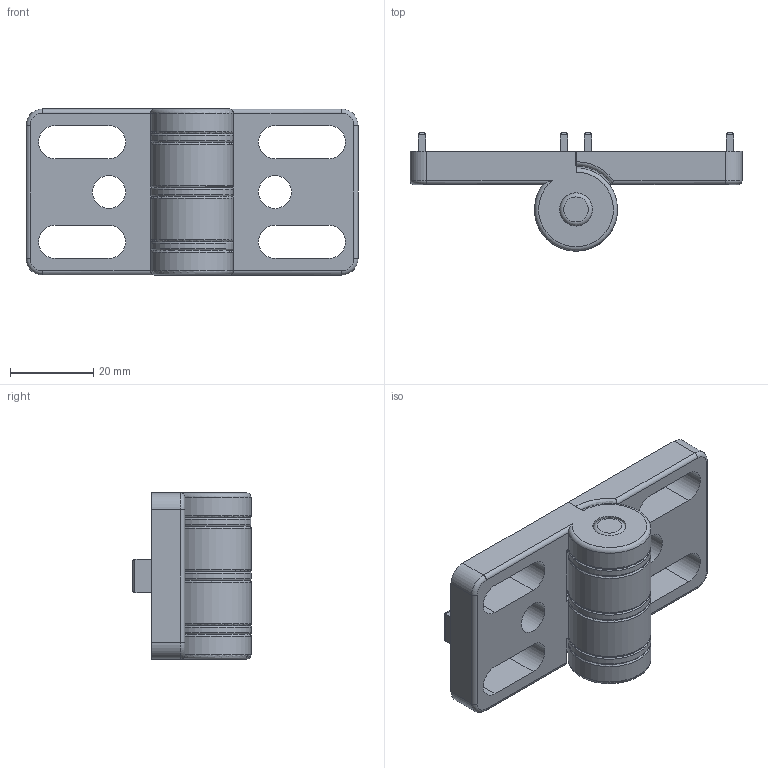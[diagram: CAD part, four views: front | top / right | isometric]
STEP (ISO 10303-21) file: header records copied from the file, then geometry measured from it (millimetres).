
FILE_DESCRIPTION(/* description */ ('KriTec Scharnier 8 40 Zn, weißaluminium ähnlich RAL 9006'),/* implementation_level */ '2;1');
FILE_NAME(/* name */ '14529_KriTec_Scharnier_8_40_Zn_weißaluminium_ähnlich_RAL_9006.stp',/* time_stamp */ '2020-05-29T11:45:09+02:00',/* author */ ('Nell'),/* organization */ (''),/* preprocessor_version */ 'ST-DEVELOPER v17',/* originating_system */ 'Autodesk Inventor 2018',/* authorisation */ '');
FILE_SCHEMA (('AUTOMOTIVE_DESIGN { 1 0 10303 214 3 1 1 }'));
Length unit declared in the file: millimetre
Products named in the file (4): 14529; 15529 Scharnierschenkel8 40 Zn; 15529_StiftØ8x40; 15529_Scheibe
Assembly tree (6 placements, depth 2):
  14529
    15529 Scharnierschenkel8 40 Zn  x2
    15529_StiftØ8x40
    15529_Scheibe  x3
Bounding box: 80 x 28.5 x 40 mm (x, y, z)
Volume: 30321.3 mm3; surface area: 17081.6 mm2
Topology: 6 solids, 6 shells, 151 faces, 357 edges, 226 vertices
Faces by surface type: plane 74, cylinder 55, torus 22
Full cylindrical faces by diameter (mm): 8 x7, 8.5 x3, 20 x3
Entity records: 2397 total; most frequent: CARTESIAN_POINT 427, DIRECTION 406, ORIENTED_EDGE 354, EDGE_CURVE 177, AXIS2_PLACEMENT_3D 149, VERTEX_POINT 112, LINE 108, VECTOR 108
